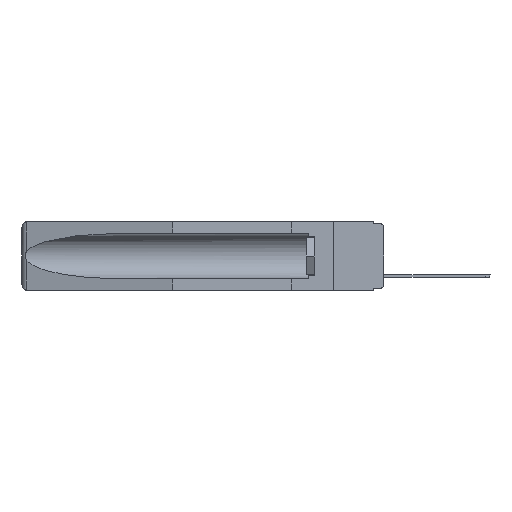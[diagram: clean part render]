
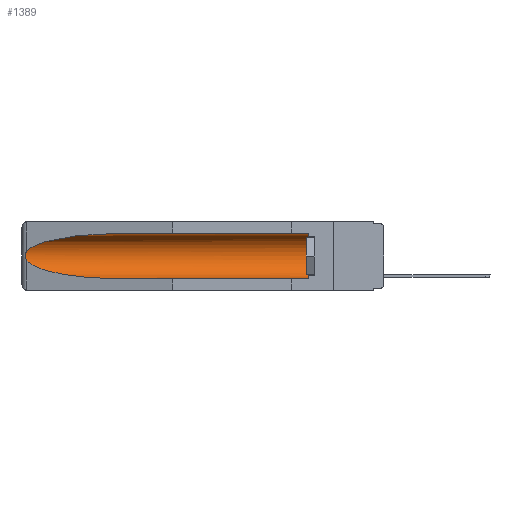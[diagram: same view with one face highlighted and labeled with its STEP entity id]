
A CAD part, left-side view. The second image highlights one B-rep face of the part: STEP entity #1389.
In plain terms, the highlighted cylindrical face has radius 2.857 mm (diameter 5.715 mm), a partial arc.
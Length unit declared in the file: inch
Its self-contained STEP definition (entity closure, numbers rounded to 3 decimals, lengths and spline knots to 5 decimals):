
#157 = EDGE_CURVE ( 'NONE', #17860, #10206, #10845, .T. ) ;
#1039 = DIRECTION ( 'NONE',  ( 0., 0., 1. ) ) ;
#1057 = EDGE_CURVE ( 'NONE', #17860, #5509, #14114, .T. ) ;
#1389 = ADVANCED_FACE ( 'NONE', ( #8812 ), #12044, .F. ) ;
#1638 = ORIENTED_EDGE ( 'NONE', *, *, #3769, .T. ) ;
#1662 = CARTESIAN_POINT ( 'NONE',  ( 0.155, 0.126, -0.059 ) ) ;
#2398 = DIRECTION ( 'NONE',  ( 0., -1., 0. ) ) ;
#2446 = VERTEX_POINT ( 'NONE', #4212 ) ;
#2634 = CARTESIAN_POINT ( 'NONE',  ( 0.21114, 1.30732, -0.284 ) ) ;
#2846 =( BOUNDED_CURVE ( )  B_SPLINE_CURVE ( 3, ( #8242, #17821, #5427, #13940 ),
 .UNSPECIFIED., .F., .T. ) 
 B_SPLINE_CURVE_WITH_KNOTS ( ( 4, 4 ),
 ( 4.71239, 6.08839 ),
 .UNSPECIFIED. ) 
 CURVE ( )  GEOMETRIC_REPRESENTATION_ITEM ( )  RATIONAL_B_SPLINE_CURVE ( ( 1., 0.848, 0.848, 1. ) ) 
 REPRESENTATION_ITEM ( '' )  );
#3133 = CARTESIAN_POINT ( 'NONE',  ( 0.26597, 1.5296, -0.19026 ) ) ;
#3193 = EDGE_CURVE ( 'NONE', #10816, #2446, #2846, .T. ) ;
#3318 = CARTESIAN_POINT ( 'NONE',  ( 0.26537, 1.52718, -0.19328 ) ) ;
#3756 = VECTOR ( 'NONE', #4825, 39.37008 ) ;
#3769 = EDGE_CURVE ( 'NONE', #2446, #12219, #11154, .T. ) ;
#4212 = CARTESIAN_POINT ( 'NONE',  ( 0.26537, 1.52718, -0.14972 ) ) ;
#4418 = CARTESIAN_POINT ( 'NONE',  ( 0.2675, 1.53308, -0.17534 ) ) ;
#4497 = CARTESIAN_POINT ( 'NONE',  ( 0.26654, 1.53092, -0.15636 ) ) ;
#4825 = DIRECTION ( 'NONE',  ( 0., 1., 0. ) ) ;
#5427 = CARTESIAN_POINT ( 'NONE',  ( 0.25451, 1.48313, -0.09465 ) ) ;
#5509 = VERTEX_POINT ( 'NONE', #1662 ) ;
#5655 = DIRECTION ( 'NONE',  ( 0., 1., 0. ) ) ;
#5903 = EDGE_LOOP ( 'NONE', ( #17106, #1638, #11517, #10491, #8719, #8837 ) ) ;
#6013 = CARTESIAN_POINT ( 'NONE',  ( 0.2675, 1.53308, -0.16763 ) ) ;
#6269 = CARTESIAN_POINT ( 'NONE',  ( 0.155, -0.30754, -0.284 ) ) ;
#6306 = AXIS2_PLACEMENT_3D ( 'NONE', #17428, #2398, #1039 ) ;
#6920 = CARTESIAN_POINT ( 'NONE',  ( 0.155, -0.30754, -0.059 ) ) ;
#8242 = CARTESIAN_POINT ( 'NONE',  ( 0.155, 1.07973, -0.059 ) ) ;
#8660 = VECTOR ( 'NONE', #5655, 39.37008 ) ;
#8719 = ORIENTED_EDGE ( 'NONE', *, *, #1057, .T. ) ;
#8812 = FACE_OUTER_BOUND ( 'NONE', #5903, .T. ) ;
#8837 = ORIENTED_EDGE ( 'NONE', *, *, #17889, .T. ) ;
#9276 = EDGE_CURVE ( 'NONE', #12219, #10206, #17752, .T. ) ;
#9334 = CARTESIAN_POINT ( 'NONE',  ( 0.155, 1.07973, -0.284 ) ) ;
#9415 = CARTESIAN_POINT ( 'NONE',  ( 0.25451, 1.48313, -0.24835 ) ) ;
#10001 = CARTESIAN_POINT ( 'NONE',  ( 0.2673, 1.5327, -0.16383 ) ) ;
#10206 = VERTEX_POINT ( 'NONE', #16170 ) ;
#10282 = CARTESIAN_POINT ( 'NONE',  ( 0.26537, 1.52718, -0.19328 ) ) ;
#10491 = ORIENTED_EDGE ( 'NONE', *, *, #157, .F. ) ;
#10526 = DIRECTION ( 'NONE',  ( 0., 1., 0. ) ) ;
#10696 = DIRECTION ( 'NONE',  ( 0., 0., 1. ) ) ;
#10816 = VERTEX_POINT ( 'NONE', #17110 ) ;
#10845 = LINE ( 'NONE', #6269, #3756 ) ;
#11154 = B_SPLINE_CURVE_WITH_KNOTS ( 'NONE', 3,
 ( #14442, #16816, #4497, #10001, #6013, #4418, #15521, #11527, #3133, #3318 ),
 .UNSPECIFIED., .F., .F.,
 ( 4, 2, 2, 2, 4 ),
 ( 0., 0.00029, 0.00058, 0.00087, 0.00117 ),
 .UNSPECIFIED. ) ;
#11245 = CARTESIAN_POINT ( 'NONE',  ( 0.155, 0.126, -0.284 ) ) ;
#11517 = ORIENTED_EDGE ( 'NONE', *, *, #9276, .T. ) ;
#11527 = CARTESIAN_POINT ( 'NONE',  ( 0.26655, 1.53094, -0.18657 ) ) ;
#12031 = CARTESIAN_POINT ( 'NONE',  ( 0.26537, 1.52718, -0.19328 ) ) ;
#12044 = CYLINDRICAL_SURFACE ( 'NONE', #17561, 0.1125 ) ;
#12219 = VERTEX_POINT ( 'NONE', #10282 ) ;
#12524 = LINE ( 'NONE', #6920, #8660 ) ;
#13940 = CARTESIAN_POINT ( 'NONE',  ( 0.26537, 1.52718, -0.14972 ) ) ;
#14114 = CIRCLE ( 'NONE', #6306, 0.1125 ) ;
#14442 = CARTESIAN_POINT ( 'NONE',  ( 0.26537, 1.52718, -0.14972 ) ) ;
#14775 = CARTESIAN_POINT ( 'NONE',  ( 0.155, -0.30754, -0.1715 ) ) ;
#15521 = CARTESIAN_POINT ( 'NONE',  ( 0.2673, 1.53269, -0.17917 ) ) ;
#16170 = CARTESIAN_POINT ( 'NONE',  ( 0.155, 1.07973, -0.284 ) ) ;
#16816 = CARTESIAN_POINT ( 'NONE',  ( 0.26597, 1.52961, -0.15275 ) ) ;
#17106 = ORIENTED_EDGE ( 'NONE', *, *, #3193, .T. ) ;
#17110 = CARTESIAN_POINT ( 'NONE',  ( 0.155, 1.07973, -0.059 ) ) ;
#17428 = CARTESIAN_POINT ( 'NONE',  ( 0.155, 0.126, -0.1715 ) ) ;
#17561 = AXIS2_PLACEMENT_3D ( 'NONE', #14775, #10526, #10696 ) ;
#17752 =( BOUNDED_CURVE ( )  B_SPLINE_CURVE ( 3, ( #12031, #9415, #2634, #9334 ),
 .UNSPECIFIED., .F., .T. ) 
 B_SPLINE_CURVE_WITH_KNOTS ( ( 4, 4 ),
 ( 0.1948, 1.5708 ),
 .UNSPECIFIED. ) 
 CURVE ( )  GEOMETRIC_REPRESENTATION_ITEM ( )  RATIONAL_B_SPLINE_CURVE ( ( 1., 0.848, 0.848, 1. ) ) 
 REPRESENTATION_ITEM ( '' )  );
#17821 = CARTESIAN_POINT ( 'NONE',  ( 0.21114, 1.30732, -0.059 ) ) ;
#17860 = VERTEX_POINT ( 'NONE', #11245 ) ;
#17889 = EDGE_CURVE ( 'NONE', #5509, #10816, #12524, .T. ) ;
